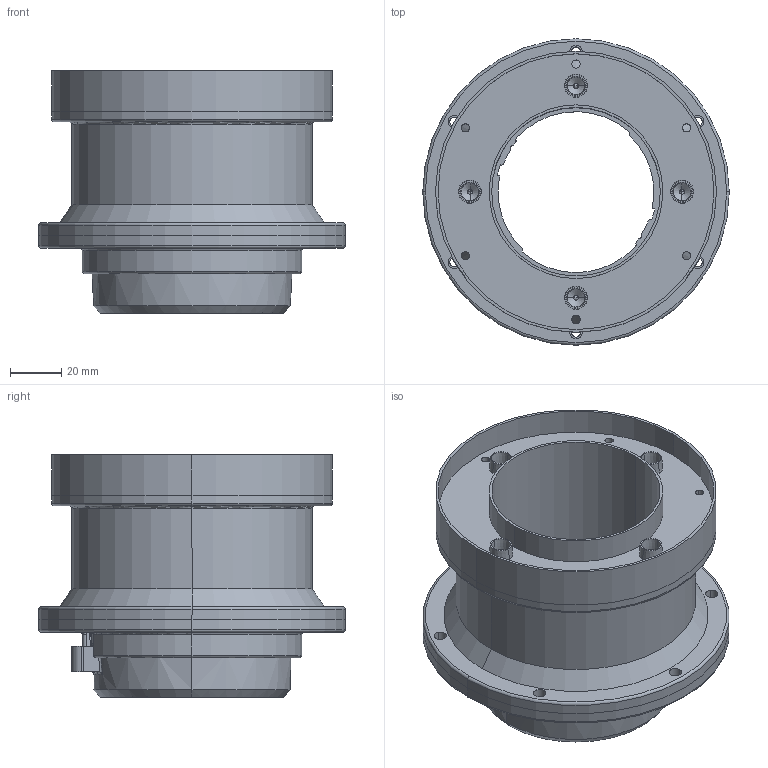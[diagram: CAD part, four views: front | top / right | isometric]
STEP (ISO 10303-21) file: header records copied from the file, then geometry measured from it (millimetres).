
FILE_DESCRIPTION (( 'STEP AP214' ), '1' );
FILE_NAME ('week13_flare_hood_b.STEP', '2025-04-28T19:33:21', ( '' ), ( '' ), 'SwSTEP 2.0', 'SolidWorks 2024', '' );
FILE_SCHEMA (( 'AUTOMOTIVE_DESIGN' ));
Length unit declared in the file: millimetre
Products named in the file (1): week13_flare_hood_b
Bounding box: 120 x 120 x 95 mm (x, y, z)
Volume: 304506.5 mm3; surface area: 170140.8 mm2
Topology: 6 solids, 6 shells, 485 faces, 1237 edges, 763 vertices
Faces by surface type: cylinder 227, cone 112, plane 77, torus 45, bspline 14, sphere 10
Entity records: 16849 total; most frequent: CARTESIAN_POINT 4624, DIRECTION 2707, ORIENTED_EDGE 2458, EDGE_CURVE 1229, AXIS2_PLACEMENT_3D 1146, VERTEX_POINT 763, CIRCLE 674, EDGE_LOOP 614
